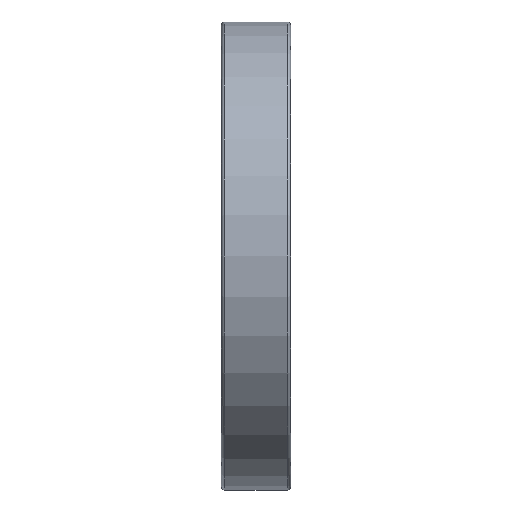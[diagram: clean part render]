
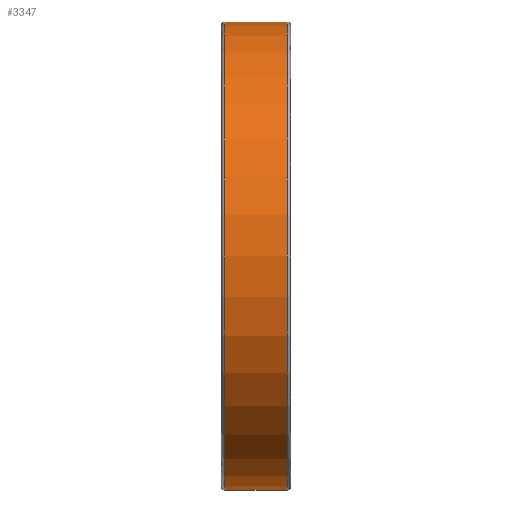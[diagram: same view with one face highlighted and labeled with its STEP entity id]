
A CAD part, front view. The second image highlights one B-rep face of the part: STEP entity #3347.
In plain terms, the highlighted cylindrical face has radius 13.5 mm (diameter 27 mm), a partial arc.
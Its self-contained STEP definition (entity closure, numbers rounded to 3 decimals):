
#68 = CIRCLE ( 'NONE', #678, 13.5 ) ;
#275 = CYLINDRICAL_SURFACE ( 'NONE', #813, 13.5 ) ;
#297 = FACE_OUTER_BOUND ( 'NONE', #2588, .T. ) ;
#365 = LINE ( 'NONE', #2134, #371 ) ;
#371 = VECTOR ( 'NONE', #2140, 1000. ) ;
#396 = LINE ( 'NONE', #2165, #445 ) ;
#445 = VECTOR ( 'NONE', #2159, 1000. ) ;
#498 = EDGE_CURVE ( 'NONE', #2500, #2485, #3225, .T. ) ;
#511 = AXIS2_PLACEMENT_3D ( 'NONE', #1760, #1752, #1762 ) ;
#678 = AXIS2_PLACEMENT_3D ( 'NONE', #1133, #1116, #1135 ) ;
#813 = AXIS2_PLACEMENT_3D ( 'NONE', #1594, #1599, #1618 ) ;
#952 = EDGE_CURVE ( 'NONE', #2395, #2500, #365, .T. ) ;
#969 = EDGE_CURVE ( 'NONE', #2475, #2485, #396, .T. ) ;
#1074 = EDGE_CURVE ( 'NONE', #2475, #2395, #68, .T. ) ;
#1116 = DIRECTION ( 'NONE',  ( -1., 0., 0. ) ) ;
#1133 = CARTESIAN_POINT ( 'NONE',  ( 1.8, 0., 0. ) ) ;
#1135 = DIRECTION ( 'NONE',  ( 0., 0., -1. ) ) ;
#1184 = CARTESIAN_POINT ( 'NONE',  ( 1.8, 0., 13.5 ) ) ;
#1220 = CARTESIAN_POINT ( 'NONE',  ( 1.8, 0., -13.5 ) ) ;
#1250 = CARTESIAN_POINT ( 'NONE',  ( -1.8, 0., -13.5 ) ) ;
#1252 = CARTESIAN_POINT ( 'NONE',  ( -1.8, 0., 13.5 ) ) ;
#1594 = CARTESIAN_POINT ( 'NONE',  ( 0., 0., 0. ) ) ;
#1599 = DIRECTION ( 'NONE',  ( -1., 0., 0. ) ) ;
#1618 = DIRECTION ( 'NONE',  ( 0., 0., 1. ) ) ;
#1752 = DIRECTION ( 'NONE',  ( 1., 0., 0. ) ) ;
#1760 = CARTESIAN_POINT ( 'NONE',  ( -1.8, 0., 0. ) ) ;
#1762 = DIRECTION ( 'NONE',  ( 0., 0., -1. ) ) ;
#2134 = CARTESIAN_POINT ( 'NONE',  ( 0., 0., 13.5 ) ) ;
#2140 = DIRECTION ( 'NONE',  ( -1., 0., 0. ) ) ;
#2159 = DIRECTION ( 'NONE',  ( -1., 0., 0. ) ) ;
#2165 = CARTESIAN_POINT ( 'NONE',  ( 0., 0., -13.5 ) ) ;
#2395 = VERTEX_POINT ( 'NONE', #1184 ) ;
#2475 = VERTEX_POINT ( 'NONE', #1220 ) ;
#2485 = VERTEX_POINT ( 'NONE', #1250 ) ;
#2500 = VERTEX_POINT ( 'NONE', #1252 ) ;
#2588 = EDGE_LOOP ( 'NONE', ( #3001, #3009, #3060, #3010 ) ) ;
#3001 = ORIENTED_EDGE ( 'NONE', *, *, #969, .F. ) ;
#3009 = ORIENTED_EDGE ( 'NONE', *, *, #1074, .T. ) ;
#3010 = ORIENTED_EDGE ( 'NONE', *, *, #498, .T. ) ;
#3060 = ORIENTED_EDGE ( 'NONE', *, *, #952, .T. ) ;
#3225 = CIRCLE ( 'NONE', #511, 13.5 ) ;
#3347 = ADVANCED_FACE ( 'NONE', ( #297 ), #275, .T. ) ;
